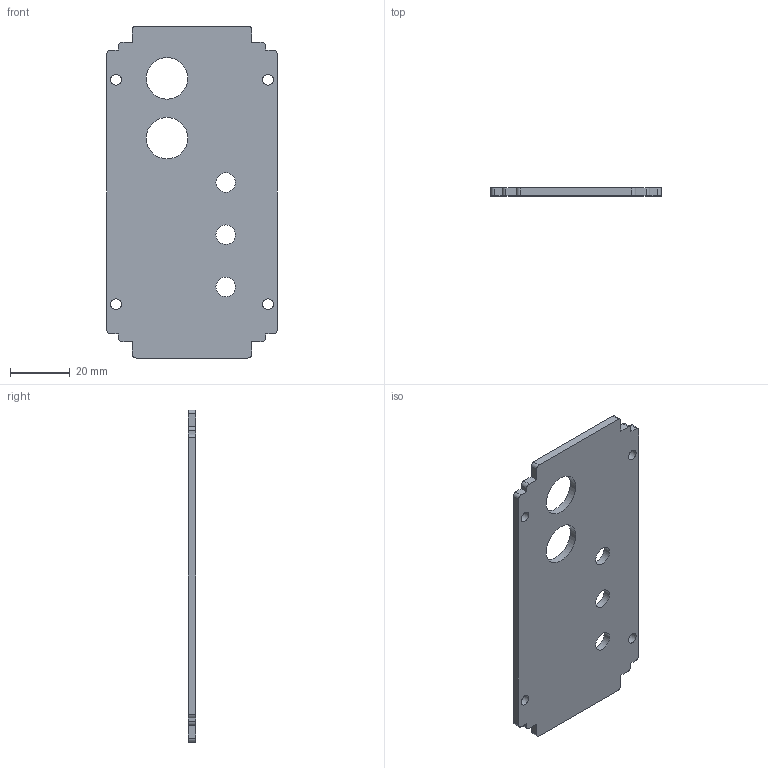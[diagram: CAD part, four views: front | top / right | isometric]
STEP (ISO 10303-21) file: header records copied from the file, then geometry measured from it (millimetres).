
FILE_DESCRIPTION (( 'STEP AP214' ), '1' );
FILE_NAME ('lockbox_back_panel_v2.0_nocsink.STEP', '2025-08-01T00:01:47', ( '' ), ( '' ), 'SwSTEP 2.0', 'SolidWorks 2024', '' );
FILE_SCHEMA (( 'AUTOMOTIVE_DESIGN' ));
Length unit declared in the file: inch
Products named in the file (1): lockbox_back_panel_v2.0_nocsink
Bounding box: 56.97 x 2.54 x 111 mm (x, y, z)
Volume: 14350.2 mm3; surface area: 12628.9 mm2
Topology: 1 solids, 1 shells, 43 faces, 123 edges, 82 vertices
Faces by surface type: plane 22, cylinder 21
Full cylindrical faces by diameter (mm): 3.6 x4, 6.528 x3, 13.891 x2
Entity records: 1437 total; most frequent: DIRECTION 244, CARTESIAN_POINT 240, ORIENTED_EDGE 228, EDGE_CURVE 114, AXIS2_PLACEMENT_3D 86, VERTEX_POINT 82, VECTOR 72, LINE 72
